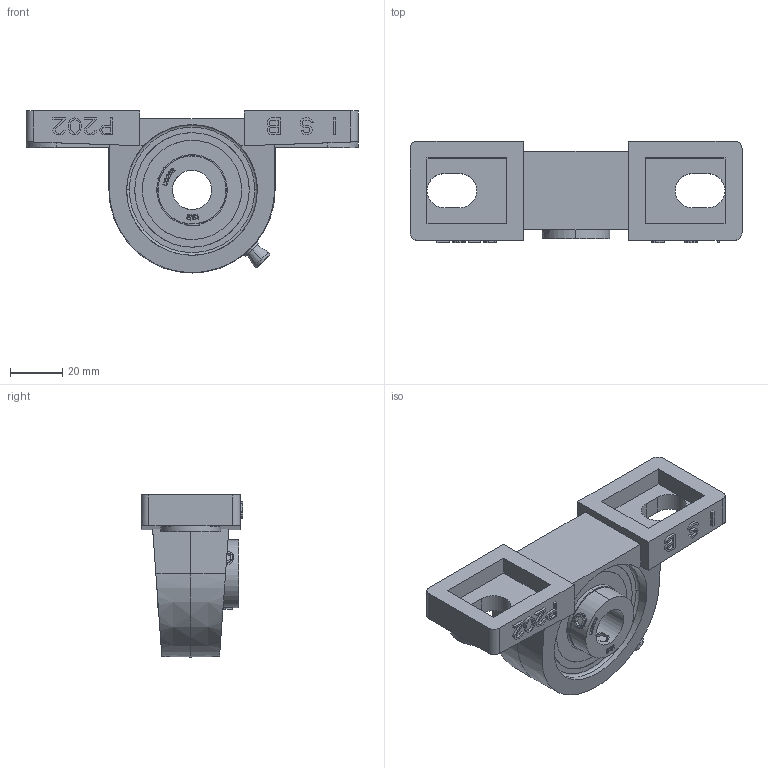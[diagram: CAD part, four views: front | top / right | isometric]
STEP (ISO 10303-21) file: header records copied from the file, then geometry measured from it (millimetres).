
FILE_DESCRIPTION((''),'2;1');
FILE_NAME('UCP202_ASM','2018-04-18T09:24:13',('giuseppe.caruso'),(''),'CREO PARAMETRIC BY PTC INC, 2016390','CREO PARAMETRIC BY PTC INC, 2016390','');
FILE_SCHEMA(('CONFIG_CONTROL_DESIGN'));
Length unit declared in the file: millimetre
Products named in the file (3): P202; UC202; UCP202_ASM
Assembly tree (2 placements, depth 2):
  UCP202_ASM
    P202
    UC202
Bounding box: 127 x 39 x 62 mm (x, y, z)
Volume: 87470.8 mm3; surface area: 44113.1 mm2
Topology: 25 solids, 28 shells, 863 faces, 2317 edges, 1508 vertices
Faces by surface type: plane 633, cylinder 128, cone 42, bspline 32, sphere 20, torus 8
Entity records: 27883 total; most frequent: CARTESIAN_POINT 6303, ORIENTED_EDGE 4532, DIRECTION 4242, EDGE_CURVE 2281, VECTOR 1784, LINE 1784, VERTEX_POINT 1508, AXIS2_PLACEMENT_3D 1229
